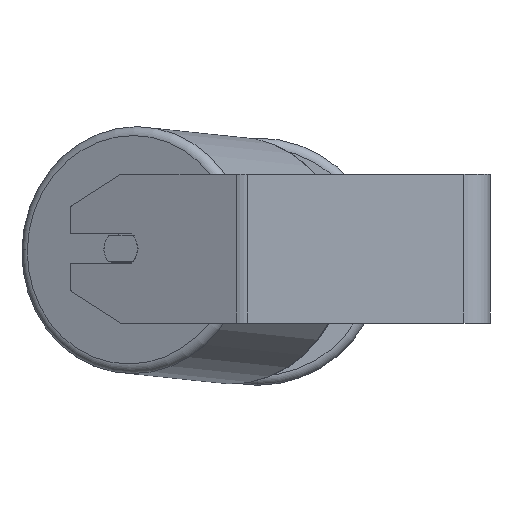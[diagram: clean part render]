
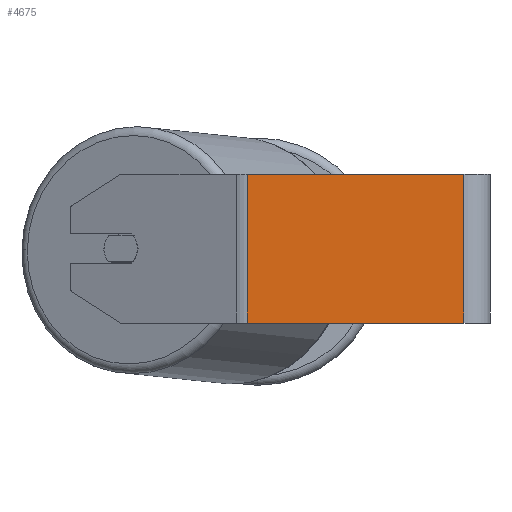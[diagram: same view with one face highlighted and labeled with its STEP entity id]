
A CAD part, left-side view. The second image highlights one B-rep face of the part: STEP entity #4675.
In plain terms, the highlighted planar face has unit normal (-1, 0, 0).
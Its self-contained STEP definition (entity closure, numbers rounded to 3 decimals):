
#79 = DIRECTION ( 'NONE',  ( 0., 0., -1. ) ) ;
#171 = VERTEX_POINT ( 'NONE', #7093 ) ;
#223 = DIRECTION ( 'NONE',  ( 0., 0., -1. ) ) ;
#417 = EDGE_LOOP ( 'NONE', ( #6519, #4481, #2168, #4487 ) ) ;
#504 = CARTESIAN_POINT ( 'NONE',  ( -270., 133.617, -40. ) ) ;
#1166 = CARTESIAN_POINT ( 'NONE',  ( -270., 133.617, 40. ) ) ;
#1578 = EDGE_CURVE ( 'NONE', #6765, #5741, #3770, .T. ) ;
#1671 = DIRECTION ( 'NONE',  ( 0., -1., 0. ) ) ;
#1868 = PLANE ( 'NONE',  #7099 ) ;
#1941 = EDGE_CURVE ( 'NONE', #5292, #171, #5648, .T. ) ;
#2120 = VECTOR ( 'NONE', #79, 1000. ) ;
#2168 = ORIENTED_EDGE ( 'NONE', *, *, #1941, .F. ) ;
#2199 = CARTESIAN_POINT ( 'NONE',  ( -270., 130.514, 40. ) ) ;
#2290 = EDGE_CURVE ( 'NONE', #5292, #6765, #4000, .T. ) ;
#2464 = DIRECTION ( 'NONE',  ( 1., 0., 0. ) ) ;
#3109 = CARTESIAN_POINT ( 'NONE',  ( -270., 14., -40. ) ) ;
#3253 = CARTESIAN_POINT ( 'NONE',  ( -270., 14., 40. ) ) ;
#3770 = LINE ( 'NONE', #504, #5044 ) ;
#3831 = CARTESIAN_POINT ( 'NONE',  ( -270., 130.514, -40. ) ) ;
#4000 = LINE ( 'NONE', #2199, #6413 ) ;
#4324 = CARTESIAN_POINT ( 'NONE',  ( -270., 130.514, 40. ) ) ;
#4481 = ORIENTED_EDGE ( 'NONE', *, *, #7425, .F. ) ;
#4487 = ORIENTED_EDGE ( 'NONE', *, *, #2290, .T. ) ;
#4509 = FACE_OUTER_BOUND ( 'NONE', #417, .T. ) ;
#4675 = ADVANCED_FACE ( 'NONE', ( #4509 ), #1868, .F. ) ;
#5044 = VECTOR ( 'NONE', #5138, 1000. ) ;
#5138 = DIRECTION ( 'NONE',  ( 0., -1., 0. ) ) ;
#5187 = VECTOR ( 'NONE', #1671, 1000. ) ;
#5292 = VERTEX_POINT ( 'NONE', #4324 ) ;
#5648 = LINE ( 'NONE', #1166, #5187 ) ;
#5712 = CARTESIAN_POINT ( 'NONE',  ( -270., 133.617, 40. ) ) ;
#5734 = LINE ( 'NONE', #3253, #2120 ) ;
#5741 = VERTEX_POINT ( 'NONE', #3109 ) ;
#6413 = VECTOR ( 'NONE', #223, 1000. ) ;
#6519 = ORIENTED_EDGE ( 'NONE', *, *, #1578, .T. ) ;
#6765 = VERTEX_POINT ( 'NONE', #3831 ) ;
#7093 = CARTESIAN_POINT ( 'NONE',  ( -270., 14., 40. ) ) ;
#7099 = AXIS2_PLACEMENT_3D ( 'NONE', #5712, #2464, #7632 ) ;
#7425 = EDGE_CURVE ( 'NONE', #171, #5741, #5734, .T. ) ;
#7632 = DIRECTION ( 'NONE',  ( 0., 0., -1. ) ) ;
